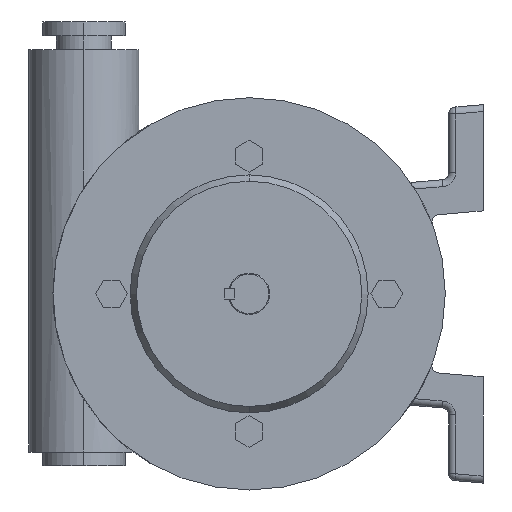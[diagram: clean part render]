
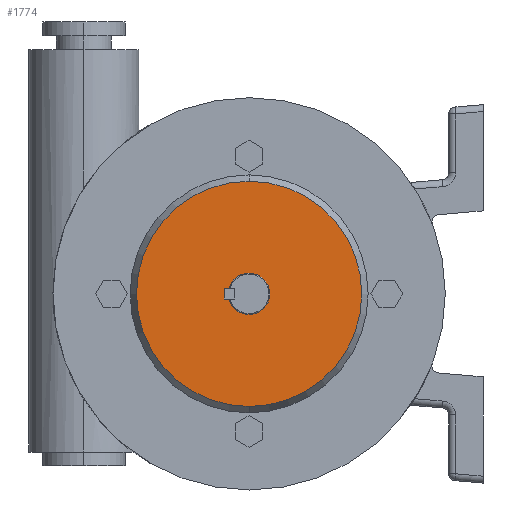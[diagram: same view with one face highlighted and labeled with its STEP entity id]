
A CAD part, left-side view. The second image highlights one B-rep face of the part: STEP entity #1774.
In plain terms, the highlighted planar face has unit normal (-1, 0, 0).
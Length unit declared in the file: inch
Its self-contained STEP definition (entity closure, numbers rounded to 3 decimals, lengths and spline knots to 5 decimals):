
#266 = EDGE_CURVE ( 'NONE', #421, #422, #2425, .T. ) ;
#421 = VERTEX_POINT ( 'NONE', #2754 ) ;
#422 = VERTEX_POINT ( 'NONE', #2755 ) ;
#635 = CARTESIAN_POINT ( 'NONE',  ( -4.4375, 0., 0. ) ) ;
#638 = DIRECTION ( 'NONE',  ( 1., 0., 0. ) ) ;
#639 = DIRECTION ( 'NONE',  ( 0., 0., 1. ) ) ;
#1249 = EDGE_CURVE ( 'NONE', #4916, #4917, #3597, .T. ) ;
#1305 = EDGE_CURVE ( 'NONE', #422, #421, #4328, .T. ) ;
#1340 = EDGE_CURVE ( 'NONE', #4917, #4916, #4380, .T. ) ;
#1774 = ADVANCED_FACE ( 'NONE', ( #4514, #4518 ), #4619, .T. ) ;
#1855 = ORIENTED_EDGE ( 'NONE', *, *, #1249, .T. ) ;
#1856 = ORIENTED_EDGE ( 'NONE', *, *, #1340, .T. ) ;
#1857 = ORIENTED_EDGE ( 'NONE', *, *, #1305, .T. ) ;
#1858 = ORIENTED_EDGE ( 'NONE', *, *, #266, .T. ) ;
#1950 = EDGE_LOOP ( 'NONE', ( #1857, #1858 ) ) ;
#1955 = EDGE_LOOP ( 'NONE', ( #1855, #1856 ) ) ;
#2139 = AXIS2_PLACEMENT_3D ( 'NONE', #635, #638, #639 ) ;
#2282 = AXIS2_PLACEMENT_3D ( 'NONE', #3687, #3689, #3690 ) ;
#2286 = AXIS2_PLACEMENT_3D ( 'NONE', #3798, #3808, #3809 ) ;
#2297 = AXIS2_PLACEMENT_3D ( 'NONE', #3922, #3923, #3924 ) ;
#2383 = AXIS2_PLACEMENT_3D ( 'NONE', #4620, #4625, #4626 ) ;
#2425 = CIRCLE ( 'NONE', #2139, 0.375 ) ;
#2754 = CARTESIAN_POINT ( 'NONE',  ( -4.4375, 0., -0.375 ) ) ;
#2755 = CARTESIAN_POINT ( 'NONE',  ( -4.4375, 0., 0.375 ) ) ;
#3597 = CIRCLE ( 'NONE', #2282, 2.04585 ) ;
#3687 = CARTESIAN_POINT ( 'NONE',  ( -4.4375, 0., 0. ) ) ;
#3689 = DIRECTION ( 'NONE',  ( -1., 0., 0. ) ) ;
#3690 = DIRECTION ( 'NONE',  ( 0., 0., 1. ) ) ;
#3798 = CARTESIAN_POINT ( 'NONE',  ( -4.4375, 0., 0. ) ) ;
#3808 = DIRECTION ( 'NONE',  ( 1., 0., 0. ) ) ;
#3809 = DIRECTION ( 'NONE',  ( 0., 0., 1. ) ) ;
#3922 = CARTESIAN_POINT ( 'NONE',  ( -4.4375, 0., 0. ) ) ;
#3923 = DIRECTION ( 'NONE',  ( -1., 0., 0. ) ) ;
#3924 = DIRECTION ( 'NONE',  ( 0., 0., 1. ) ) ;
#4328 = CIRCLE ( 'NONE', #2286, 0.375 ) ;
#4380 = CIRCLE ( 'NONE', #2297, 2.04585 ) ;
#4514 = FACE_OUTER_BOUND ( 'NONE', #1955, .T. ) ;
#4518 = FACE_BOUND ( 'NONE', #1950, .T. ) ;
#4619 = PLANE ( 'NONE',  #2383 ) ;
#4620 = CARTESIAN_POINT ( 'NONE',  ( -4.4375, 0., 0. ) ) ;
#4625 = DIRECTION ( 'NONE',  ( -1., 0., 0. ) ) ;
#4626 = DIRECTION ( 'NONE',  ( 0., 0., 1. ) ) ;
#4805 = CARTESIAN_POINT ( 'NONE',  ( -4.4375, 0., 2.04585 ) ) ;
#4806 = CARTESIAN_POINT ( 'NONE',  ( -4.4375, 0., -2.04585 ) ) ;
#4916 = VERTEX_POINT ( 'NONE', #4805 ) ;
#4917 = VERTEX_POINT ( 'NONE', #4806 ) ;
